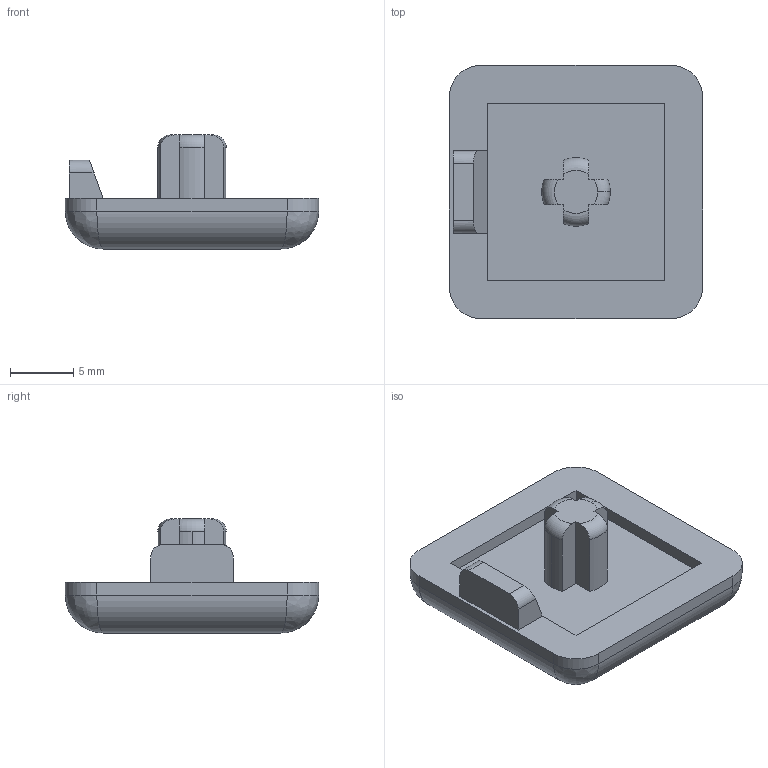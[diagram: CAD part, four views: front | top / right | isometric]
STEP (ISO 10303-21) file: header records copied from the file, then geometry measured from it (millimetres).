
FILE_DESCRIPTION (( 'STEP AP214' ), '1' );
FILE_NAME ('091042.STEP', '2014-08-21T13:20:12', ( '' ), ( '' ), 'SwSTEP 2.0', 'SolidWorks 2014', '' );
FILE_SCHEMA (( 'AUTOMOTIVE_DESIGN' ));
Length unit declared in the file: millimetre
Products named in the file (1): 091042
Bounding box: 20 x 20 x 9 mm (x, y, z)
Volume: 1385.9 mm3; surface area: 1206.2 mm2
Topology: 1 solids, 1 shells, 49 faces, 125 edges, 76 vertices
Faces by surface type: plane 25, cylinder 15, torus 5, bspline 4
Entity records: 1700 total; most frequent: CARTESIAN_POINT 545, ORIENTED_EDGE 242, DIRECTION 222, EDGE_CURVE 121, VECTOR 76, LINE 76, VERTEX_POINT 76, AXIS2_PLACEMENT_3D 73
